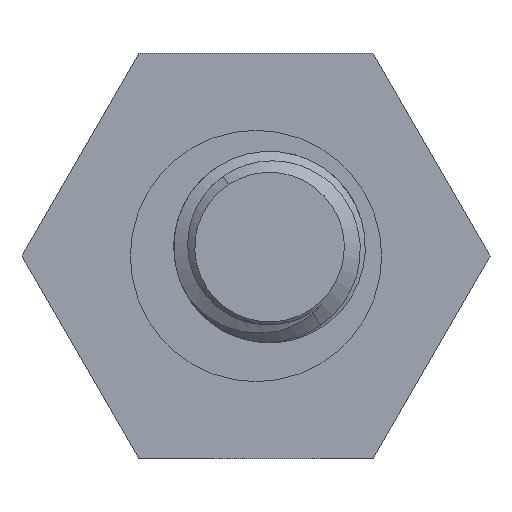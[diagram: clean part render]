
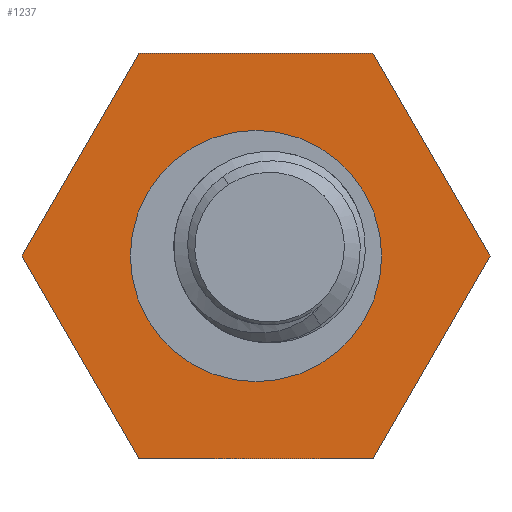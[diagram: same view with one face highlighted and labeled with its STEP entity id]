
A CAD part, front view. The second image highlights one B-rep face of the part: STEP entity #1237.
In plain terms, the highlighted planar face has unit normal (0, -1, 0).
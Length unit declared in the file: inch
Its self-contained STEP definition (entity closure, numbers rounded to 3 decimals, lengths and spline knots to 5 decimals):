
#104 = DIRECTION ( 'NONE',  ( 0., 0., 1. ) ) ;
#251 = EDGE_CURVE ( 'NONE', #4807, #1288, #2547, .T. ) ;
#346 = CARTESIAN_POINT ( 'NONE',  ( -0.28868, 0., 0.5 ) ) ;
#412 = CARTESIAN_POINT ( 'NONE',  ( 0.28868, 0., 0.5 ) ) ;
#506 = DIRECTION ( 'NONE',  ( 0.5, 0., 0.866 ) ) ;
#512 = VERTEX_POINT ( 'NONE', #630 ) ;
#527 = CARTESIAN_POINT ( 'NONE',  ( 0.57735, 0., 0. ) ) ;
#630 = CARTESIAN_POINT ( 'NONE',  ( 0.57735, 0., 0. ) ) ;
#701 = DIRECTION ( 'NONE',  ( 0., 1., 0. ) ) ;
#768 = EDGE_CURVE ( 'NONE', #1012, #4404, #3787, .T. ) ;
#777 = DIRECTION ( 'NONE',  ( 0.5, 0., -0.866 ) ) ;
#794 = CARTESIAN_POINT ( 'NONE',  ( 0., 0., 0.31 ) ) ;
#864 = DIRECTION ( 'NONE',  ( -1., 0., 0. ) ) ;
#979 = DIRECTION ( 'NONE',  ( -0.5, 0., 0.866 ) ) ;
#992 = DIRECTION ( 'NONE',  ( 0., 1., 0. ) ) ;
#1012 = VERTEX_POINT ( 'NONE', #3260 ) ;
#1128 = EDGE_LOOP ( 'NONE', ( #1723, #4962 ) ) ;
#1237 = ADVANCED_FACE ( 'NONE', ( #3460, #1351 ), #3967, .T. ) ;
#1288 = VERTEX_POINT ( 'NONE', #794 ) ;
#1299 = EDGE_CURVE ( 'NONE', #2013, #2039, #2248, .T. ) ;
#1351 = FACE_OUTER_BOUND ( 'NONE', #1897, .T. ) ;
#1374 = LINE ( 'NONE', #3642, #4916 ) ;
#1664 = DIRECTION ( 'NONE',  ( 0., -1., 0. ) ) ;
#1723 = ORIENTED_EDGE ( 'NONE', *, *, #3097, .T. ) ;
#1795 = VECTOR ( 'NONE', #4919, 39.37008 ) ;
#1870 = ORIENTED_EDGE ( 'NONE', *, *, #5486, .T. ) ;
#1897 = EDGE_LOOP ( 'NONE', ( #1870, #2457, #4909, #2813, #4351, #5185 ) ) ;
#1921 = LINE ( 'NONE', #2257, #1795 ) ;
#1979 = CARTESIAN_POINT ( 'NONE',  ( -0.57735, 0., 0. ) ) ;
#2013 = VERTEX_POINT ( 'NONE', #1979 ) ;
#2039 = VERTEX_POINT ( 'NONE', #5553 ) ;
#2209 = CARTESIAN_POINT ( 'NONE',  ( -0.28868, 0., 0.5 ) ) ;
#2248 = LINE ( 'NONE', #5235, #5506 ) ;
#2257 = CARTESIAN_POINT ( 'NONE',  ( -0.28868, 0., -0.5 ) ) ;
#2403 = LINE ( 'NONE', #527, #4621 ) ;
#2457 = ORIENTED_EDGE ( 'NONE', *, *, #1299, .T. ) ;
#2547 = CIRCLE ( 'NONE', #3089, 0.31 ) ;
#2555 = DIRECTION ( 'NONE',  ( 0., 0., -1. ) ) ;
#2813 = ORIENTED_EDGE ( 'NONE', *, *, #4589, .T. ) ;
#2984 = CARTESIAN_POINT ( 'NONE',  ( 0., 0., -0.31 ) ) ;
#2989 = CARTESIAN_POINT ( 'NONE',  ( 0., 0., 0. ) ) ;
#3089 = AXIS2_PLACEMENT_3D ( 'NONE', #3676, #992, #104 ) ;
#3097 = EDGE_CURVE ( 'NONE', #1288, #4807, #4087, .T. ) ;
#3256 = AXIS2_PLACEMENT_3D ( 'NONE', #3395, #701, #3827 ) ;
#3260 = CARTESIAN_POINT ( 'NONE',  ( 0.28868, 0., 0.5 ) ) ;
#3395 = CARTESIAN_POINT ( 'NONE',  ( 0., 0., 0. ) ) ;
#3460 = FACE_BOUND ( 'NONE', #1128, .T. ) ;
#3481 = EDGE_CURVE ( 'NONE', #2039, #5141, #1921, .T. ) ;
#3642 = CARTESIAN_POINT ( 'NONE',  ( 0.28868, 0., -0.5 ) ) ;
#3646 = VECTOR ( 'NONE', #5314, 39.37008 ) ;
#3676 = CARTESIAN_POINT ( 'NONE',  ( 0., 0., 0. ) ) ;
#3787 = LINE ( 'NONE', #412, #4827 ) ;
#3827 = DIRECTION ( 'NONE',  ( 0., 0., 1. ) ) ;
#3967 = PLANE ( 'NONE',  #4327 ) ;
#4087 = CIRCLE ( 'NONE', #3256, 0.31 ) ;
#4327 = AXIS2_PLACEMENT_3D ( 'NONE', #2989, #1664, #2555 ) ;
#4351 = ORIENTED_EDGE ( 'NONE', *, *, #4632, .T. ) ;
#4404 = VERTEX_POINT ( 'NONE', #346 ) ;
#4545 = CARTESIAN_POINT ( 'NONE',  ( 0.28868, 0., -0.5 ) ) ;
#4589 = EDGE_CURVE ( 'NONE', #5141, #512, #1374, .T. ) ;
#4621 = VECTOR ( 'NONE', #979, 39.37008 ) ;
#4632 = EDGE_CURVE ( 'NONE', #512, #1012, #2403, .T. ) ;
#4807 = VERTEX_POINT ( 'NONE', #2984 ) ;
#4816 = LINE ( 'NONE', #2209, #3646 ) ;
#4827 = VECTOR ( 'NONE', #864, 39.37008 ) ;
#4909 = ORIENTED_EDGE ( 'NONE', *, *, #3481, .T. ) ;
#4916 = VECTOR ( 'NONE', #506, 39.37008 ) ;
#4919 = DIRECTION ( 'NONE',  ( 1., 0., 0. ) ) ;
#4962 = ORIENTED_EDGE ( 'NONE', *, *, #251, .T. ) ;
#5141 = VERTEX_POINT ( 'NONE', #4545 ) ;
#5185 = ORIENTED_EDGE ( 'NONE', *, *, #768, .T. ) ;
#5235 = CARTESIAN_POINT ( 'NONE',  ( -0.57735, 0., 0. ) ) ;
#5314 = DIRECTION ( 'NONE',  ( -0.5, 0., -0.866 ) ) ;
#5486 = EDGE_CURVE ( 'NONE', #4404, #2013, #4816, .T. ) ;
#5506 = VECTOR ( 'NONE', #777, 39.37008 ) ;
#5553 = CARTESIAN_POINT ( 'NONE',  ( -0.28868, 0., -0.5 ) ) ;
